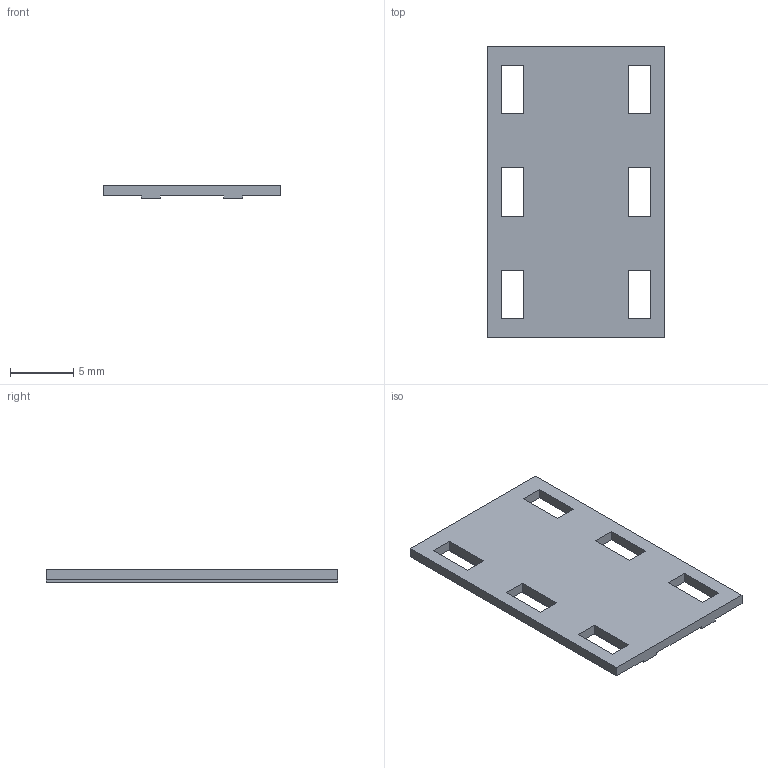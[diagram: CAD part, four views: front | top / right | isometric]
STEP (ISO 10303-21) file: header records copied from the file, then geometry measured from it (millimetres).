
FILE_DESCRIPTION(('CATIA V5R19 STEP'),'2;1');
FILE_NAME ('D1454503_0_1689490002_1689490002.stp','2015-02-16T15:02:50+00:00',('none'),('Weidmueller'),'CATIA Version 5 Release 20 SP 5 (IN-10)','CATIA V5 STEP AP214','none');
FILE_SCHEMA(('AUTOMOTIVE_DESIGN { 1 0 10303 214 1 1 1 1 }'));
Length unit declared in the file: millimetre
Products named in the file (1): SFX 14x23
Bounding box: 14 x 23 x 1 mm (x, y, z)
Volume: 238.6 mm3; surface area: 694.5 mm2
Topology: 1 solids, 1 shells, 38 faces, 108 edges, 72 vertices
Faces by surface type: plane 38
Entity records: 1214 total; most frequent: ORIENTED_EDGE 216, CARTESIAN_POINT 210, DIRECTION 166, VECTOR 108, EDGE_CURVE 108, LINE 108, VERTEX_POINT 72, EDGE_LOOP 50
